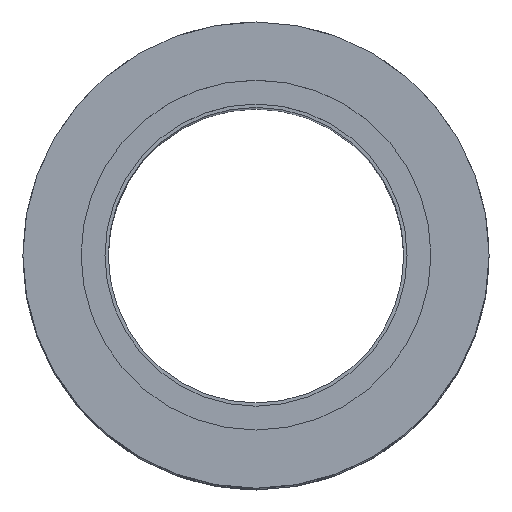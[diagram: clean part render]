
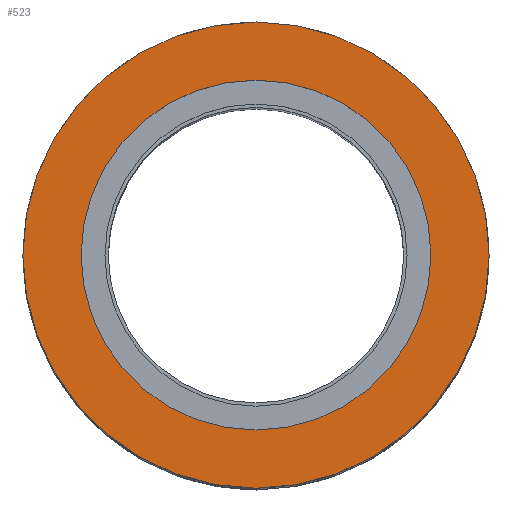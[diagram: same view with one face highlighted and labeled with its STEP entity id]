
A CAD part, top view. The second image highlights one B-rep face of the part: STEP entity #523.
In plain terms, the highlighted face is planar.
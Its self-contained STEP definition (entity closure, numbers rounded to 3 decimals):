
#86 = AXIS2_PLACEMENT_3D ( 'NONE', #402, #105, #562 ) ;
#105 = DIRECTION ( 'NONE',  ( 0., -1., 0. ) ) ;
#111 = EDGE_CURVE ( 'NONE', #628, #628, #530, .T. ) ;
#119 = VERTEX_POINT ( 'NONE', #601 ) ;
#166 = EDGE_LOOP ( 'NONE', ( #167 ) ) ;
#167 = ORIENTED_EDGE ( 'NONE', *, *, #111, .T. ) ;
#189 = EDGE_CURVE ( 'NONE', #119, #119, #465, .T. ) ;
#221 = DIRECTION ( 'NONE',  ( 0., 0., 1. ) ) ;
#261 = AXIS2_PLACEMENT_3D ( 'NONE', #272, #533, #221 ) ;
#272 = CARTESIAN_POINT ( 'NONE',  ( 27.45, 5.1, 0. ) ) ;
#326 = PLANE ( 'NONE',  #261 ) ;
#384 = FACE_BOUND ( 'NONE', #166, .T. ) ;
#402 = CARTESIAN_POINT ( 'NONE',  ( 0., 5.1, 0. ) ) ;
#441 = CARTESIAN_POINT ( 'NONE',  ( 0., 5.1, -20.6 ) ) ;
#446 = DIRECTION ( 'NONE',  ( 0., 0., -1. ) ) ;
#450 = EDGE_LOOP ( 'NONE', ( #471 ) ) ;
#465 = CIRCLE ( 'NONE', #86, 27.45 ) ;
#471 = ORIENTED_EDGE ( 'NONE', *, *, #189, .F. ) ;
#523 = ADVANCED_FACE ( 'NONE', ( #384, #639 ), #326, .T. ) ;
#530 = CIRCLE ( 'NONE', #567, 20.6 ) ;
#533 = DIRECTION ( 'NONE',  ( 0., 1., 0. ) ) ;
#546 = CARTESIAN_POINT ( 'NONE',  ( 0., 5.1, 0. ) ) ;
#562 = DIRECTION ( 'NONE',  ( 0., 0., -1. ) ) ;
#567 = AXIS2_PLACEMENT_3D ( 'NONE', #546, #667, #446 ) ;
#601 = CARTESIAN_POINT ( 'NONE',  ( 0., 5.1, -27.45 ) ) ;
#628 = VERTEX_POINT ( 'NONE', #441 ) ;
#639 = FACE_OUTER_BOUND ( 'NONE', #450, .T. ) ;
#667 = DIRECTION ( 'NONE',  ( 0., -1., 0. ) ) ;
